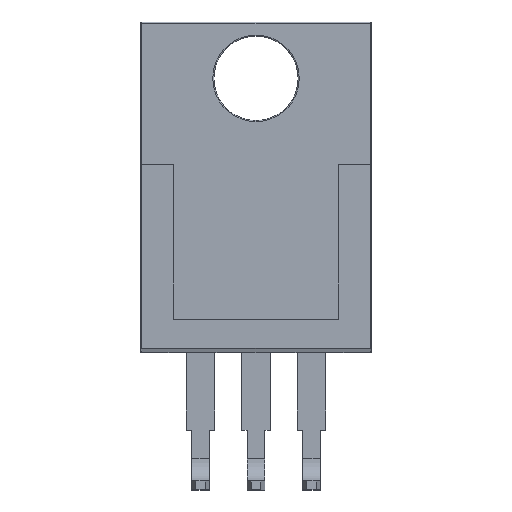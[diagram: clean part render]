
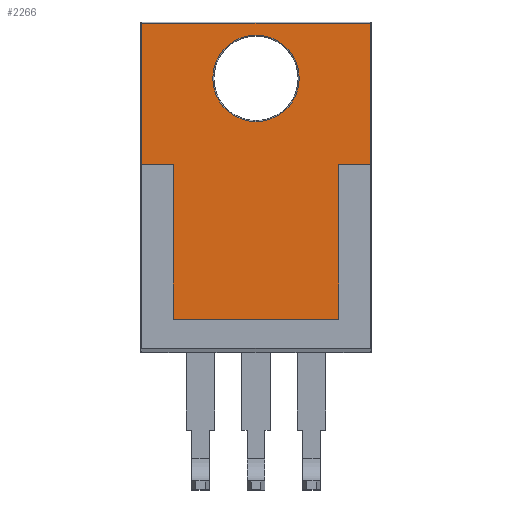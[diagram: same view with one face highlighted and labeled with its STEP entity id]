
A CAD part, top view. The second image highlights one B-rep face of the part: STEP entity #2266.
In plain terms, the highlighted planar face has unit normal (0, 0, 1).
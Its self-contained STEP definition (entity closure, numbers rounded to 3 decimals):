
#51 = LINE ( 'NONE', #1028, #305 ) ;
#78 = FACE_BOUND ( 'NONE', #3212, .T. ) ;
#81 = EDGE_CURVE ( 'NONE', #1168, #4300, #51, .T. ) ;
#91 = VECTOR ( 'NONE', #291, 1000. ) ;
#165 = ORIENTED_EDGE ( 'NONE', *, *, #81, .T. ) ;
#242 = ORIENTED_EDGE ( 'NONE', *, *, #1691, .T. ) ;
#291 = DIRECTION ( 'NONE',  ( 0., -1., 0. ) ) ;
#297 = LINE ( 'NONE', #3761, #3729 ) ;
#305 = VECTOR ( 'NONE', #1755, 1000. ) ;
#331 = EDGE_CURVE ( 'NONE', #2541, #405, #3394, .T. ) ;
#351 = LINE ( 'NONE', #1763, #2109 ) ;
#380 = DIRECTION ( 'NONE',  ( -1., 0., 0. ) ) ;
#405 = VERTEX_POINT ( 'NONE', #3167 ) ;
#434 = CARTESIAN_POINT ( 'NONE',  ( 0., -2.54, 0. ) ) ;
#481 = VECTOR ( 'NONE', #2350, 1000. ) ;
#599 = CARTESIAN_POINT ( 'NONE',  ( -3.734, -6.42, 0. ) ) ;
#625 = ORIENTED_EDGE ( 'NONE', *, *, #331, .F. ) ;
#752 = ORIENTED_EDGE ( 'NONE', *, *, #3829, .F. ) ;
#794 = CIRCLE ( 'NONE', #2639, 1.95 ) ;
#1028 = CARTESIAN_POINT ( 'NONE',  ( -5.15, -14.725, 0. ) ) ;
#1078 = VERTEX_POINT ( 'NONE', #2593 ) ;
#1085 = DIRECTION ( 'NONE',  ( 0., 1., 0. ) ) ;
#1162 = EDGE_CURVE ( 'NONE', #405, #4081, #1370, .T. ) ;
#1168 = VERTEX_POINT ( 'NONE', #3057 ) ;
#1179 = AXIS2_PLACEMENT_3D ( 'NONE', #2421, #2370, #3771 ) ;
#1260 = DIRECTION ( 'NONE',  ( -1., 0., 0. ) ) ;
#1293 = LINE ( 'NONE', #599, #481 ) ;
#1370 = LINE ( 'NONE', #2334, #4157 ) ;
#1401 = EDGE_CURVE ( 'NONE', #4081, #3928, #1293, .T. ) ;
#1426 = CARTESIAN_POINT ( 'NONE',  ( 5.2, -0.05, 0. ) ) ;
#1470 = CARTESIAN_POINT ( 'NONE',  ( 3.734, -6.42, 0. ) ) ;
#1494 = ORIENTED_EDGE ( 'NONE', *, *, #1162, .F. ) ;
#1628 = DIRECTION ( 'NONE',  ( 0., 1., 0. ) ) ;
#1659 = VECTOR ( 'NONE', #380, 1000. ) ;
#1691 = EDGE_CURVE ( 'NONE', #2313, #1168, #3521, .T. ) ;
#1695 = DIRECTION ( 'NONE',  ( -1., 0., 0. ) ) ;
#1700 = DIRECTION ( 'NONE',  ( 0., 1., 0. ) ) ;
#1732 = CARTESIAN_POINT ( 'NONE',  ( -3.734, -6.42, 0. ) ) ;
#1755 = DIRECTION ( 'NONE',  ( 0., -1., 0. ) ) ;
#1763 = CARTESIAN_POINT ( 'NONE',  ( 5.15, -14.725, 0. ) ) ;
#1806 = AXIS2_PLACEMENT_3D ( 'NONE', #3590, #2484, #1085 ) ;
#1818 = FACE_OUTER_BOUND ( 'NONE', #3141, .T. ) ;
#1922 = EDGE_CURVE ( 'NONE', #1078, #2313, #351, .T. ) ;
#2109 = VECTOR ( 'NONE', #1700, 1000. ) ;
#2204 = VERTEX_POINT ( 'NONE', #3118 ) ;
#2266 = ADVANCED_FACE ( 'NONE', ( #78, #1818 ), #3231, .F. ) ;
#2273 = VECTOR ( 'NONE', #1260, 1000. ) ;
#2279 = CIRCLE ( 'NONE', #1179, 1.95 ) ;
#2313 = VERTEX_POINT ( 'NONE', #2670 ) ;
#2334 = CARTESIAN_POINT ( 'NONE',  ( -3.734, -13.4, 0. ) ) ;
#2336 = ORIENTED_EDGE ( 'NONE', *, *, #1922, .T. ) ;
#2350 = DIRECTION ( 'NONE',  ( 0., 1., 0. ) ) ;
#2370 = DIRECTION ( 'NONE',  ( 0., 0., -1. ) ) ;
#2421 = CARTESIAN_POINT ( 'NONE',  ( 0., -2.54, 0. ) ) ;
#2484 = DIRECTION ( 'NONE',  ( 0., 0., -1. ) ) ;
#2541 = VERTEX_POINT ( 'NONE', #1470 ) ;
#2593 = CARTESIAN_POINT ( 'NONE',  ( 5.15, -6.42, 0. ) ) ;
#2603 = ORIENTED_EDGE ( 'NONE', *, *, #1401, .F. ) ;
#2639 = AXIS2_PLACEMENT_3D ( 'NONE', #434, #4474, #1628 ) ;
#2670 = CARTESIAN_POINT ( 'NONE',  ( 5.15, -0.05, 0. ) ) ;
#2709 = ORIENTED_EDGE ( 'NONE', *, *, #2758, .F. ) ;
#2758 = EDGE_CURVE ( 'NONE', #3928, #4300, #297, .T. ) ;
#2979 = CARTESIAN_POINT ( 'NONE',  ( -5.15, -6.42, 0. ) ) ;
#3018 = LINE ( 'NONE', #4415, #2273 ) ;
#3057 = CARTESIAN_POINT ( 'NONE',  ( -5.15, -0.05, 0. ) ) ;
#3118 = CARTESIAN_POINT ( 'NONE',  ( 0., -0.59, 0. ) ) ;
#3141 = EDGE_LOOP ( 'NONE', ( #165, #2709, #2603, #1494, #625, #752, #2336, #242 ) ) ;
#3167 = CARTESIAN_POINT ( 'NONE',  ( 3.734, -13.4, 0. ) ) ;
#3212 = EDGE_LOOP ( 'NONE', ( #3224, #4339 ) ) ;
#3224 = ORIENTED_EDGE ( 'NONE', *, *, #3228, .T. ) ;
#3228 = EDGE_CURVE ( 'NONE', #2204, #3976, #794, .T. ) ;
#3231 = PLANE ( 'NONE',  #1806 ) ;
#3394 = LINE ( 'NONE', #4483, #91 ) ;
#3437 = CARTESIAN_POINT ( 'NONE',  ( 0., -4.49, 0. ) ) ;
#3521 = LINE ( 'NONE', #1426, #1659 ) ;
#3590 = CARTESIAN_POINT ( 'NONE',  ( 5.2, -14.725, 0. ) ) ;
#3729 = VECTOR ( 'NONE', #1695, 1000. ) ;
#3761 = CARTESIAN_POINT ( 'NONE',  ( -3.734, -6.42, 0. ) ) ;
#3771 = DIRECTION ( 'NONE',  ( 0., 1., 0. ) ) ;
#3829 = EDGE_CURVE ( 'NONE', #1078, #2541, #3018, .T. ) ;
#3928 = VERTEX_POINT ( 'NONE', #1732 ) ;
#3976 = VERTEX_POINT ( 'NONE', #3437 ) ;
#4081 = VERTEX_POINT ( 'NONE', #4359 ) ;
#4157 = VECTOR ( 'NONE', #4484, 1000. ) ;
#4178 = EDGE_CURVE ( 'NONE', #3976, #2204, #2279, .T. ) ;
#4300 = VERTEX_POINT ( 'NONE', #2979 ) ;
#4339 = ORIENTED_EDGE ( 'NONE', *, *, #4178, .T. ) ;
#4359 = CARTESIAN_POINT ( 'NONE',  ( -3.734, -13.4, 0. ) ) ;
#4415 = CARTESIAN_POINT ( 'NONE',  ( 3.734, -6.42, 0. ) ) ;
#4474 = DIRECTION ( 'NONE',  ( 0., 0., -1. ) ) ;
#4483 = CARTESIAN_POINT ( 'NONE',  ( 3.734, -6.42, 0. ) ) ;
#4484 = DIRECTION ( 'NONE',  ( -1., 0., 0. ) ) ;
